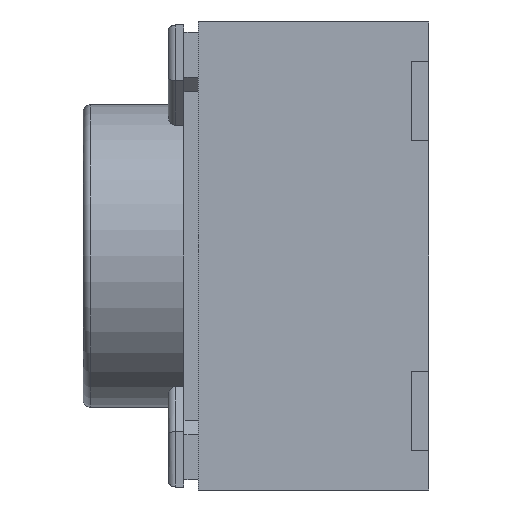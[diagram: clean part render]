
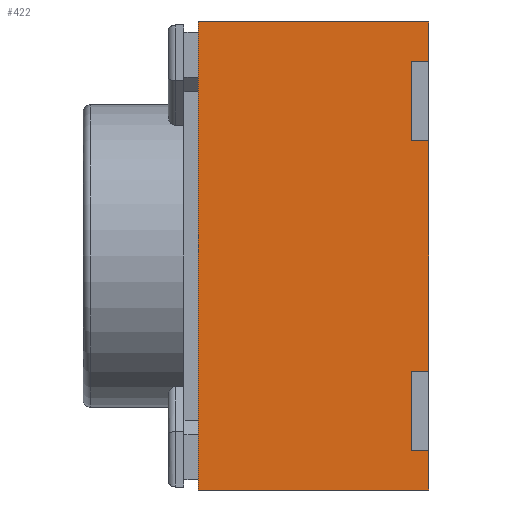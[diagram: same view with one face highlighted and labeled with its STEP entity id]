
A CAD part, left-side view. The second image highlights one B-rep face of the part: STEP entity #422.
In plain terms, the highlighted planar face has unit normal (-1, 0, 0).
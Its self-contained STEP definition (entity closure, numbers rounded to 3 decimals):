
#35 = VECTOR ( 'NONE', #3743, 1000. ) ;
#138 = VERTEX_POINT ( 'NONE', #4686 ) ;
#145 = DIRECTION ( 'NONE',  ( 0., -1., 0. ) ) ;
#162 = CARTESIAN_POINT ( 'NONE',  ( -2.1, 1.6, -1.625 ) ) ;
#173 = VECTOR ( 'NONE', #816, 1000. ) ;
#206 = LINE ( 'NONE', #2669, #266 ) ;
#228 = EDGE_CURVE ( 'NONE', #896, #4616, #517, .T. ) ;
#266 = VECTOR ( 'NONE', #668, 1000. ) ;
#310 = CARTESIAN_POINT ( 'NONE',  ( -2.1, 0.12, -1.625 ) ) ;
#352 = LINE ( 'NONE', #3508, #2968 ) ;
#422 = ADVANCED_FACE ( 'NONE', ( #3636 ), #939, .F. ) ;
#441 = ORIENTED_EDGE ( 'NONE', *, *, #4373, .T. ) ;
#470 = EDGE_CURVE ( 'NONE', #5078, #4021, #1289, .T. ) ;
#508 = VECTOR ( 'NONE', #1410, 1000. ) ;
#517 = LINE ( 'NONE', #4753, #3196 ) ;
#632 = CARTESIAN_POINT ( 'NONE',  ( -2.1, 1.6, -1.625 ) ) ;
#655 = CARTESIAN_POINT ( 'NONE',  ( -2.1, 0.12, -0.8 ) ) ;
#668 = DIRECTION ( 'NONE',  ( 0., 0., 1. ) ) ;
#672 = VECTOR ( 'NONE', #941, 1000. ) ;
#680 = CARTESIAN_POINT ( 'NONE',  ( -2.1, 0., 0.8 ) ) ;
#694 = AXIS2_PLACEMENT_3D ( 'NONE', #632, #1830, #2145 ) ;
#816 = DIRECTION ( 'NONE',  ( 0., -1., 0. ) ) ;
#896 = VERTEX_POINT ( 'NONE', #4032 ) ;
#939 = PLANE ( 'NONE',  #694 ) ;
#941 = DIRECTION ( 'NONE',  ( 0., 0., 1. ) ) ;
#965 = VERTEX_POINT ( 'NONE', #4483 ) ;
#1006 = DIRECTION ( 'NONE',  ( 0., -1., 0. ) ) ;
#1113 = CARTESIAN_POINT ( 'NONE',  ( -2.1, 0., -1.35 ) ) ;
#1204 = VECTOR ( 'NONE', #3657, 1000. ) ;
#1252 = LINE ( 'NONE', #4836, #173 ) ;
#1289 = LINE ( 'NONE', #5007, #508 ) ;
#1410 = DIRECTION ( 'NONE',  ( 0., 1., 0. ) ) ;
#1419 = EDGE_CURVE ( 'NONE', #138, #4228, #2398, .T. ) ;
#1457 = ORIENTED_EDGE ( 'NONE', *, *, #2011, .T. ) ;
#1475 = LINE ( 'NONE', #2144, #4323 ) ;
#1476 = ORIENTED_EDGE ( 'NONE', *, *, #470, .T. ) ;
#1482 = DIRECTION ( 'NONE',  ( 0., 0., 1. ) ) ;
#1486 = VERTEX_POINT ( 'NONE', #4073 ) ;
#1489 = VERTEX_POINT ( 'NONE', #2088 ) ;
#1613 = ORIENTED_EDGE ( 'NONE', *, *, #3988, .F. ) ;
#1732 = LINE ( 'NONE', #4437, #2769 ) ;
#1733 = EDGE_LOOP ( 'NONE', ( #3583, #3420, #1476, #4295, #1457, #1765, #3809, #3656, #2878, #441, #2740, #1613 ) ) ;
#1765 = ORIENTED_EDGE ( 'NONE', *, *, #2844, .T. ) ;
#1830 = DIRECTION ( 'NONE',  ( 1., 0., 0. ) ) ;
#1903 = DIRECTION ( 'NONE',  ( 0., -1., 0. ) ) ;
#1930 = EDGE_CURVE ( 'NONE', #1486, #2961, #1732, .T. ) ;
#2011 = EDGE_CURVE ( 'NONE', #965, #2427, #1475, .T. ) ;
#2058 = CARTESIAN_POINT ( 'NONE',  ( -2.1, 0., 1.625 ) ) ;
#2088 = CARTESIAN_POINT ( 'NONE',  ( -2.1, 0.12, -1.35 ) ) ;
#2144 = CARTESIAN_POINT ( 'NONE',  ( -2.1, 1.6, 1.35 ) ) ;
#2145 = DIRECTION ( 'NONE',  ( 0., 0., -1. ) ) ;
#2229 = EDGE_CURVE ( 'NONE', #1489, #5126, #1252, .T. ) ;
#2333 = VECTOR ( 'NONE', #3068, 1000. ) ;
#2398 = LINE ( 'NONE', #2458, #4480 ) ;
#2427 = VERTEX_POINT ( 'NONE', #4892 ) ;
#2458 = CARTESIAN_POINT ( 'NONE',  ( -2.1, 1.6, -0.8 ) ) ;
#2669 = CARTESIAN_POINT ( 'NONE',  ( -2.1, 0., -1.625 ) ) ;
#2740 = ORIENTED_EDGE ( 'NONE', *, *, #2229, .F. ) ;
#2769 = VECTOR ( 'NONE', #145, 1000. ) ;
#2844 = EDGE_CURVE ( 'NONE', #2427, #4616, #4508, .T. ) ;
#2878 = ORIENTED_EDGE ( 'NONE', *, *, #1930, .T. ) ;
#2961 = VERTEX_POINT ( 'NONE', #3382 ) ;
#2968 = VECTOR ( 'NONE', #1482, 1000. ) ;
#3028 = LINE ( 'NONE', #310, #2333 ) ;
#3068 = DIRECTION ( 'NONE',  ( 0., 0., -1. ) ) ;
#3105 = EDGE_CURVE ( 'NONE', #138, #5078, #206, .T. ) ;
#3161 = LINE ( 'NONE', #162, #672 ) ;
#3196 = VECTOR ( 'NONE', #1903, 1000. ) ;
#3255 = DIRECTION ( 'NONE',  ( 0., 1., 0. ) ) ;
#3382 = CARTESIAN_POINT ( 'NONE',  ( -2.1, 0., -1.625 ) ) ;
#3420 = ORIENTED_EDGE ( 'NONE', *, *, #3105, .T. ) ;
#3508 = CARTESIAN_POINT ( 'NONE',  ( -2.1, 0., -1.625 ) ) ;
#3583 = ORIENTED_EDGE ( 'NONE', *, *, #1419, .F. ) ;
#3619 = CARTESIAN_POINT ( 'NONE',  ( -2.1, 0.12, -1.625 ) ) ;
#3636 = FACE_OUTER_BOUND ( 'NONE', #1733, .T. ) ;
#3656 = ORIENTED_EDGE ( 'NONE', *, *, #4060, .F. ) ;
#3657 = DIRECTION ( 'NONE',  ( 0., 0., -1. ) ) ;
#3711 = CARTESIAN_POINT ( 'NONE',  ( -2.1, 0.12, 0.8 ) ) ;
#3743 = DIRECTION ( 'NONE',  ( 0., 0., 1. ) ) ;
#3809 = ORIENTED_EDGE ( 'NONE', *, *, #228, .F. ) ;
#3988 = EDGE_CURVE ( 'NONE', #4228, #1489, #4161, .T. ) ;
#4021 = VERTEX_POINT ( 'NONE', #3711 ) ;
#4032 = CARTESIAN_POINT ( 'NONE',  ( -2.1, 1.6, 1.625 ) ) ;
#4060 = EDGE_CURVE ( 'NONE', #1486, #896, #3161, .T. ) ;
#4073 = CARTESIAN_POINT ( 'NONE',  ( -2.1, 1.6, -1.625 ) ) ;
#4161 = LINE ( 'NONE', #3619, #1204 ) ;
#4228 = VERTEX_POINT ( 'NONE', #655 ) ;
#4295 = ORIENTED_EDGE ( 'NONE', *, *, #4395, .F. ) ;
#4323 = VECTOR ( 'NONE', #1006, 1000. ) ;
#4373 = EDGE_CURVE ( 'NONE', #2961, #5126, #352, .T. ) ;
#4395 = EDGE_CURVE ( 'NONE', #965, #4021, #3028, .T. ) ;
#4437 = CARTESIAN_POINT ( 'NONE',  ( -2.1, 1.6, -1.625 ) ) ;
#4480 = VECTOR ( 'NONE', #3255, 1000. ) ;
#4483 = CARTESIAN_POINT ( 'NONE',  ( -2.1, 0.12, 1.35 ) ) ;
#4508 = LINE ( 'NONE', #4597, #35 ) ;
#4597 = CARTESIAN_POINT ( 'NONE',  ( -2.1, 0., -1.625 ) ) ;
#4616 = VERTEX_POINT ( 'NONE', #2058 ) ;
#4686 = CARTESIAN_POINT ( 'NONE',  ( -2.1, 0., -0.8 ) ) ;
#4753 = CARTESIAN_POINT ( 'NONE',  ( -2.1, 1.6, 1.625 ) ) ;
#4836 = CARTESIAN_POINT ( 'NONE',  ( -2.1, 1.6, -1.35 ) ) ;
#4892 = CARTESIAN_POINT ( 'NONE',  ( -2.1, 0., 1.35 ) ) ;
#5007 = CARTESIAN_POINT ( 'NONE',  ( -2.1, 1.6, 0.8 ) ) ;
#5078 = VERTEX_POINT ( 'NONE', #680 ) ;
#5126 = VERTEX_POINT ( 'NONE', #1113 ) ;
